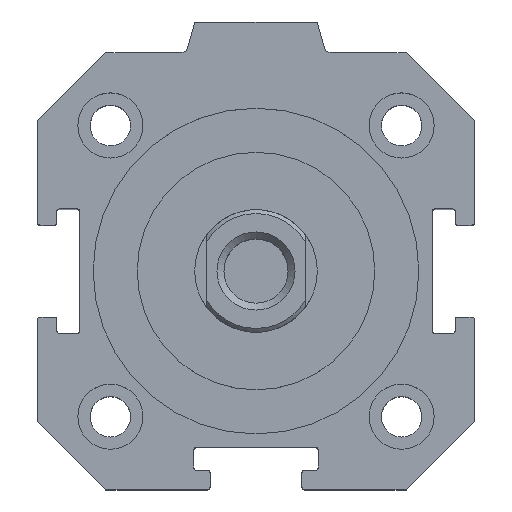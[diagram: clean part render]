
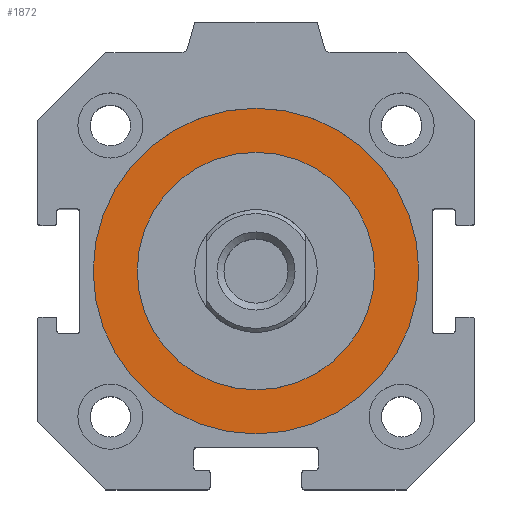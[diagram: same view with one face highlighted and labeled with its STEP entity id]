
A CAD part, top view. The second image highlights one B-rep face of the part: STEP entity #1872.
In plain terms, the highlighted planar face has unit normal (0, 0, 1).
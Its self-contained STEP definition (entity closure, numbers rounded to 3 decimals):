
#318=PLANE('',#2031);
#389=FACE_BOUND('',#562,.T.);
#390=FACE_BOUND('',#563,.T.);
#562=EDGE_LOOP('',(#1333));
#563=EDGE_LOOP('',(#1334));
#748=CIRCLE('',#2026,15.5);
#750=CIRCLE('',#2029,21.25);
#890=VERTEX_POINT('',#2955);
#892=VERTEX_POINT('',#2960);
#1074=EDGE_CURVE('',#890,#890,#748,.T.);
#1076=EDGE_CURVE('',#892,#892,#750,.T.);
#1333=ORIENTED_EDGE('',*,*,#1074,.F.);
#1334=ORIENTED_EDGE('',*,*,#1076,.F.);
#1872=ADVANCED_FACE('',(#389,#390),#318,.T.);
#2026=AXIS2_PLACEMENT_3D('',#2956,#2329,#2330);
#2029=AXIS2_PLACEMENT_3D('',#2961,#2335,#2336);
#2031=AXIS2_PLACEMENT_3D('',#2964,#2339,#2340);
#2329=DIRECTION('center_axis',(0.,0.,1.));
#2330=DIRECTION('ref_axis',(-1.,0.,0.));
#2335=DIRECTION('center_axis',(0.,0.,-1.));
#2336=DIRECTION('ref_axis',(-1.,0.,0.));
#2339=DIRECTION('center_axis',(0.,0.,1.));
#2340=DIRECTION('ref_axis',(1.,0.,0.));
#2955=CARTESIAN_POINT('',(15.5,0.,36.5));
#2956=CARTESIAN_POINT('Origin',(0.,0.,36.5));
#2960=CARTESIAN_POINT('',(21.25,0.,36.5));
#2961=CARTESIAN_POINT('Origin',(0.,0.,36.5));
#2964=CARTESIAN_POINT('Origin',(0.,0.,
36.5));
